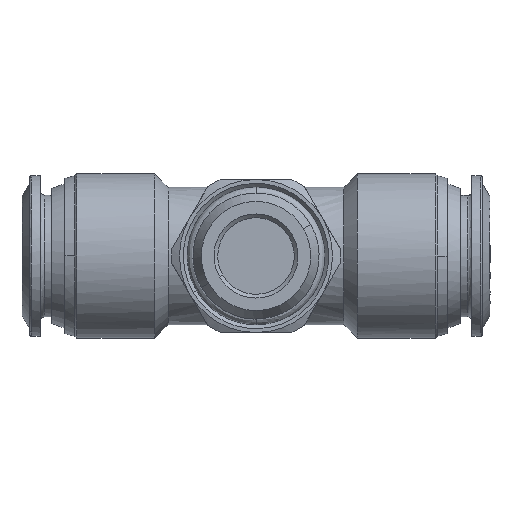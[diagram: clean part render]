
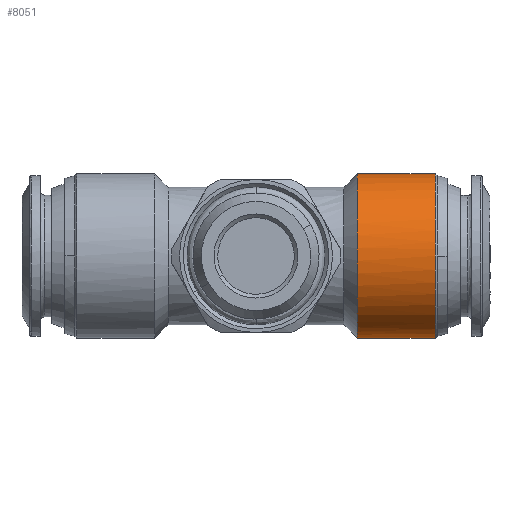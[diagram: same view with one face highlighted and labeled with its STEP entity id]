
A CAD part, front view. The second image highlights one B-rep face of the part: STEP entity #8051.
In plain terms, the highlighted free-form (B-spline) face has degree [1, 3] with [2, 4] control points.
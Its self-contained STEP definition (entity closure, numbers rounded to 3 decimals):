
#104 = ORIENTED_EDGE ( 'NONE', *, *, #8823, .T. ) ;
#379 = EDGE_LOOP ( 'NONE', ( #3535, #7332, #2130, #104, #4083 ) ) ;
#635 = CARTESIAN_POINT ( 'NONE',  ( 22.55, 9.45, -10.75 ) ) ;
#793 = CARTESIAN_POINT ( 'NONE',  ( 22.55, 3.152, 10.75 ) ) ;
#1083 = CARTESIAN_POINT ( 'NONE',  ( 12.352, 9.45, -10.75 ) ) ;
#1214 = CARTESIAN_POINT ( 'NONE',  ( 22.55, -12.05, -10.75 ) ) ;
#1259 = VERTEX_POINT ( 'NONE', #6197 ) ;
#1358 = CARTESIAN_POINT ( 'NONE',  ( 22.55, 9.45, -10.75 ) ) ;
#1369 = EDGE_CURVE ( 'NONE', #3221, #4022, #9601, .T. ) ;
#1413 = CARTESIAN_POINT ( 'NONE',  ( 12.352, -12.05, -10.75 ) ) ;
#1640 =( BOUNDED_CURVE ( )  B_SPLINE_CURVE ( 3, ( #3286, #793, #8063, #4072 ),
 .UNSPECIFIED., .F., .F. ) 
 B_SPLINE_CURVE_WITH_KNOTS ( ( 4, 4 ),
 ( -1.571, 0. ),
 .UNSPECIFIED. ) 
 CURVE ( )  GEOMETRIC_REPRESENTATION_ITEM ( )  RATIONAL_B_SPLINE_CURVE ( ( 1., 0.805, 0.805, 1. ) ) 
 REPRESENTATION_ITEM ( '' )  );
#2024 = CARTESIAN_POINT ( 'NONE',  ( 22.55, -1.3, 0. ) ) ;
#2130 = ORIENTED_EDGE ( 'NONE', *, *, #8837, .T. ) ;
#2413 = CARTESIAN_POINT ( 'NONE',  ( 22.55, 3.152, -10.75 ) ) ;
#2427 = B_SPLINE_CURVE_WITH_KNOTS ( 'NONE', 1,
 ( #10162, #7068 ),
 .UNSPECIFIED., .F., .F.,
 ( 2, 2 ),
 ( -1., 0. ),
 .UNSPECIFIED. ) ;
#2954 = CARTESIAN_POINT ( 'NONE',  ( 12.352, -12.05, 10.75 ) ) ;
#3123 = CARTESIAN_POINT ( 'NONE',  ( 22.55, 9.45, -10.75 ) ) ;
#3221 = VERTEX_POINT ( 'NONE', #3725 ) ;
#3286 = CARTESIAN_POINT ( 'NONE',  ( 22.55, 9.45, 10.75 ) ) ;
#3302 =( BOUNDED_CURVE ( )  B_SPLINE_CURVE ( 3, ( #4586, #10191, #1413, #4624 ),
 .UNSPECIFIED., .F., .T. ) 
 B_SPLINE_CURVE_WITH_KNOTS ( ( 4, 4 ),
 ( -3.142, 0. ),
 .UNSPECIFIED. ) 
 CURVE ( )  GEOMETRIC_REPRESENTATION_ITEM ( )  RATIONAL_B_SPLINE_CURVE ( ( 1., 0.333, 0.333, 1. ) ) 
 REPRESENTATION_ITEM ( '' )  );
#3535 = ORIENTED_EDGE ( 'NONE', *, *, #8405, .F. ) ;
#3725 = CARTESIAN_POINT ( 'NONE',  ( 12.352, 9.45, -10.75 ) ) ;
#4006 = VERTEX_POINT ( 'NONE', #2024 ) ;
#4022 = VERTEX_POINT ( 'NONE', #1358 ) ;
#4072 = CARTESIAN_POINT ( 'NONE',  ( 22.55, -1.3, 0. ) ) ;
#4083 = ORIENTED_EDGE ( 'NONE', *, *, #1369, .T. ) ;
#4451 = EDGE_CURVE ( 'NONE', #7152, #4006, #1640, .T. ) ;
#4586 = CARTESIAN_POINT ( 'NONE',  ( 12.352, 9.45, 10.75 ) ) ;
#4624 = CARTESIAN_POINT ( 'NONE',  ( 12.352, 9.45, -10.75 ) ) ;
#5939 =( BOUNDED_SURFACE ( )  B_SPLINE_SURFACE ( 1, 3, ( 
 ( #6026, #1214, #6735, #7616 ),
 ( #1083, #7528, #2954, #10104 ) ),
 .UNSPECIFIED., .F., .F., .T. ) 
 B_SPLINE_SURFACE_WITH_KNOTS ( ( 2, 2 ),
 ( 4, 4 ),
 ( 0., 1. ),
 ( 0., 1. ),
 .UNSPECIFIED. ) 
 GEOMETRIC_REPRESENTATION_ITEM ( )  RATIONAL_B_SPLINE_SURFACE ( (
 ( 1., 0.333, 0.333, 1.),
 ( 1., 0.333, 0.333, 1.) ) ) 
 REPRESENTATION_ITEM ( '' )  SURFACE ( )  );
#6026 = CARTESIAN_POINT ( 'NONE',  ( 22.55, 9.45, -10.75 ) ) ;
#6171 = CARTESIAN_POINT ( 'NONE',  ( 12.352, 9.45, -10.75 ) ) ;
#6197 = CARTESIAN_POINT ( 'NONE',  ( 12.352, 9.45, 10.75 ) ) ;
#6735 = CARTESIAN_POINT ( 'NONE',  ( 22.55, -12.05, 10.75 ) ) ;
#7068 = CARTESIAN_POINT ( 'NONE',  ( 12.352, 9.45, 10.75 ) ) ;
#7152 = VERTEX_POINT ( 'NONE', #8490 ) ;
#7332 = ORIENTED_EDGE ( 'NONE', *, *, #4451, .F. ) ;
#7528 = CARTESIAN_POINT ( 'NONE',  ( 12.352, -12.05, -10.75 ) ) ;
#7616 = CARTESIAN_POINT ( 'NONE',  ( 22.55, 9.45, 10.75 ) ) ;
#7901 = CARTESIAN_POINT ( 'NONE',  ( 22.55, -1.3, -6.297 ) ) ;
#8051 = ADVANCED_FACE ( 'NONE', ( #9083 ), #5939, .F. ) ;
#8063 = CARTESIAN_POINT ( 'NONE',  ( 22.55, -1.3, 6.297 ) ) ;
#8405 = EDGE_CURVE ( 'NONE', #4006, #4022, #9201, .T. ) ;
#8490 = CARTESIAN_POINT ( 'NONE',  ( 22.55, 9.45, 10.75 ) ) ;
#8748 = CARTESIAN_POINT ( 'NONE',  ( 22.55, -1.3, 0. ) ) ;
#8823 = EDGE_CURVE ( 'NONE', #1259, #3221, #3302, .T. ) ;
#8837 = EDGE_CURVE ( 'NONE', #7152, #1259, #2427, .T. ) ;
#9083 = FACE_OUTER_BOUND ( 'NONE', #379, .T. ) ;
#9201 =( BOUNDED_CURVE ( )  B_SPLINE_CURVE ( 3, ( #8748, #7901, #2413, #3123 ),
 .UNSPECIFIED., .F., .T. ) 
 B_SPLINE_CURVE_WITH_KNOTS ( ( 4, 4 ),
 ( -1.571, 0. ),
 .UNSPECIFIED. ) 
 CURVE ( )  GEOMETRIC_REPRESENTATION_ITEM ( )  RATIONAL_B_SPLINE_CURVE ( ( 1., 0.805, 0.805, 1. ) ) 
 REPRESENTATION_ITEM ( '' )  );
#9601 = B_SPLINE_CURVE_WITH_KNOTS ( 'NONE', 1,
 ( #6171, #635 ),
 .UNSPECIFIED., .F., .F.,
 ( 2, 2 ),
 ( -1., 0. ),
 .UNSPECIFIED. ) ;
#10104 = CARTESIAN_POINT ( 'NONE',  ( 12.352, 9.45, 10.75 ) ) ;
#10162 = CARTESIAN_POINT ( 'NONE',  ( 22.55, 9.45, 10.75 ) ) ;
#10191 = CARTESIAN_POINT ( 'NONE',  ( 12.352, -12.05, 10.75 ) ) ;
